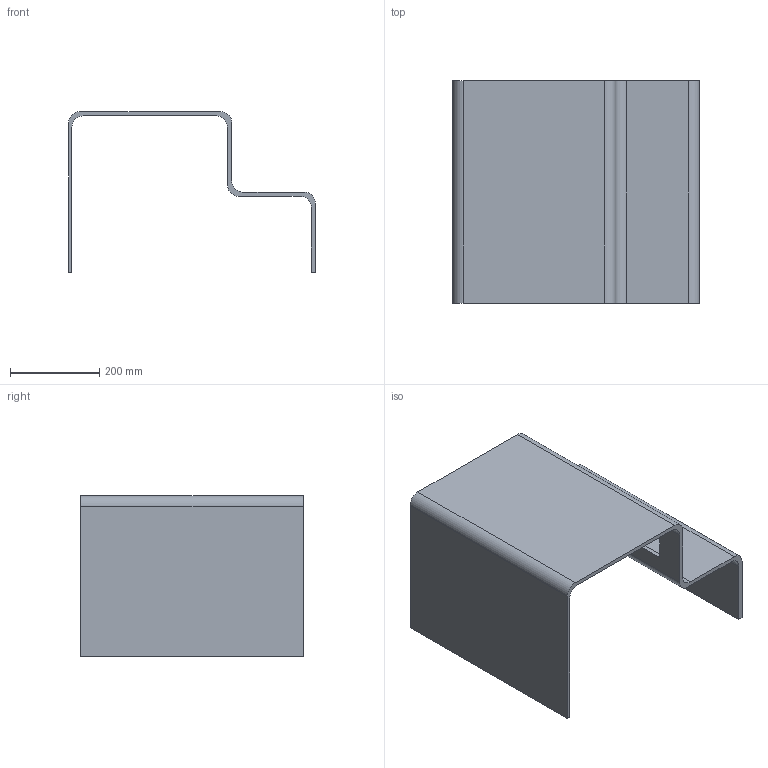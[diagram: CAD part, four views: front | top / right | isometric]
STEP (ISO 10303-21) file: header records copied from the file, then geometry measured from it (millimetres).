
FILE_DESCRIPTION(/* description */ (''),/* implementation_level */ '2;1');
FILE_NAME(/* name */ 'Escalera Unida v4 para inventor.step',/* time_stamp */ '2023-08-26T19:19:02-05:00',/* author */ (''),/* organization */ (''),/* preprocessor_version */ 'ST-DEVELOPER v20',/* originating_system */ 'Autodesk Translation Framework v12.9.0.99',/* authorisation */ '');
FILE_SCHEMA (('AUTOMOTIVE_DESIGN { 1 0 10303 214 3 1 1 }'));
Length unit declared in the file: millimetre
Products named in the file (1): Escalera Unida
Bounding box: 553.06 x 498.5 x 360 mm (x, y, z)
Volume: 5281264.7 mm3; surface area: 1179441 mm2
Topology: 1 solids, 1 shells, 28 faces, 83 edges, 56 vertices
Faces by surface type: plane 18, cylinder 10
Entity records: 1007 total; most frequent: CARTESIAN_POINT 178, ORIENTED_EDGE 170, DIRECTION 161, EDGE_CURVE 85, LINE 63, VECTOR 63, VERTEX_POINT 58, AXIS2_PLACEMENT_3D 49
